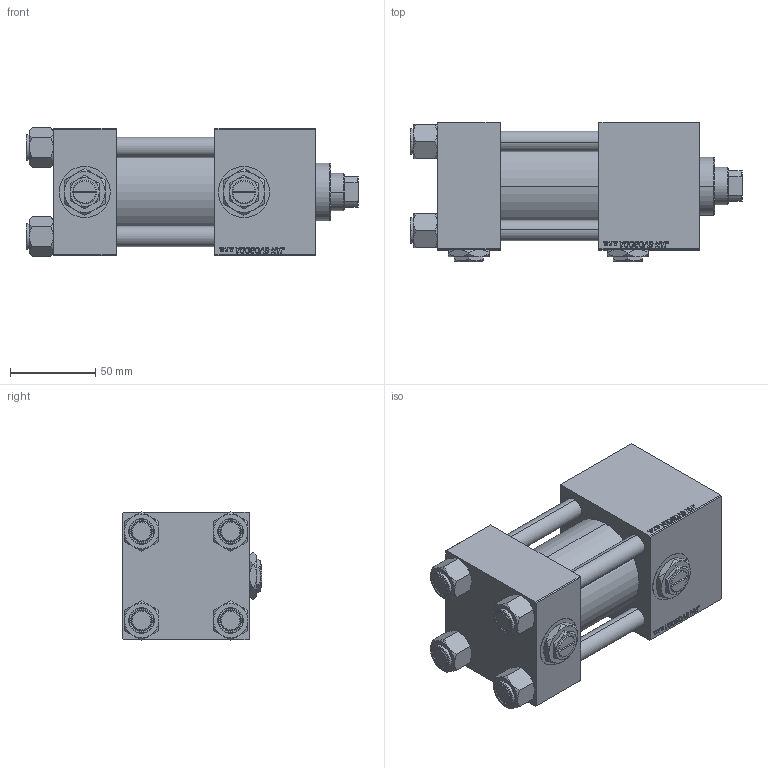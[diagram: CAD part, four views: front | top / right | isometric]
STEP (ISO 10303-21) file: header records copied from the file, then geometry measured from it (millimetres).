
FILE_DESCRIPTION (( 'STEP AP203' ), '1' );
FILE_NAME ('b47b.STEP', '2022-04-16T02:03:11', ( '' ), ( '' ), 'SwSTEP 2.0', 'SolidWorks 2019', '' );
FILE_SCHEMA (( 'CONFIG_CONTROL_DESIGN' ));
Length unit declared in the file: millimetre
Products named in the file (7): V215CR_C_TYCINKA 2ba8566b62a38fc55b5c8703103523b5; V215_VC_A 2ba8566b62a38fc55b5c8703103523b5; V215CR_C_Body 2ba8566b62a38fc55b5c8703103523b5; Zatka_pro_OIL_PORT 2ba8566b62a38fc55b5c8703103523b5; b47b; V215CR_VCP_C 2ba8566b62a38fc55b5c8703103523b5; NUT_M5_C 2ba8566b62a38fc55b5c8703103523b5
Assembly tree (13 placements, depth 2):
  b47b
    V215CR_C_Body 2ba8566b62a38fc55b5c8703103523b5
    V215CR_VCP_C 2ba8566b62a38fc55b5c8703103523b5
    NUT_M5_C 2ba8566b62a38fc55b5c8703103523b5  x4
    V215CR_C_TYCINKA 2ba8566b62a38fc55b5c8703103523b5  x4
    V215_VC_A 2ba8566b62a38fc55b5c8703103523b5
    Zatka_pro_OIL_PORT 2ba8566b62a38fc55b5c8703103523b5  x2
Bounding box: 195 x 82 x 75.54 mm (x, y, z)
Volume: 651201.9 mm3; surface area: 151957 mm2
Topology: 13 solids, 13 shells, 1255 faces, 3110 edges, 2007 vertices
Faces by surface type: plane 575, bspline 392, cone 178, cylinder 102, torus 8
Entity records: 52363 total; most frequent: CARTESIAN_POINT 27757, ORIENTED_EDGE 5520, DIRECTION 3580, EDGE_CURVE 2760, VERTEX_POINT 1805, LINE 1640, VECTOR 1640, EDGE_LOOP 1233
